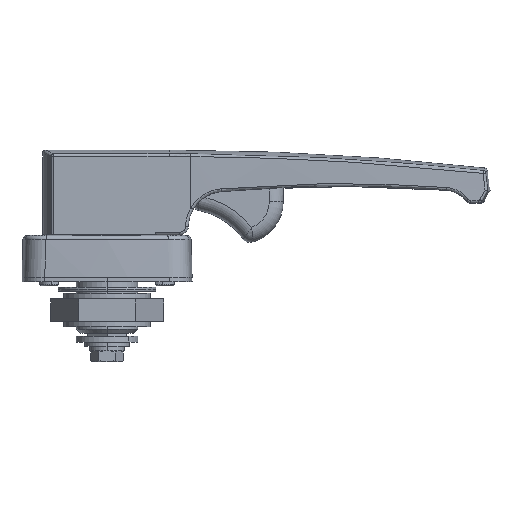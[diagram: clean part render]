
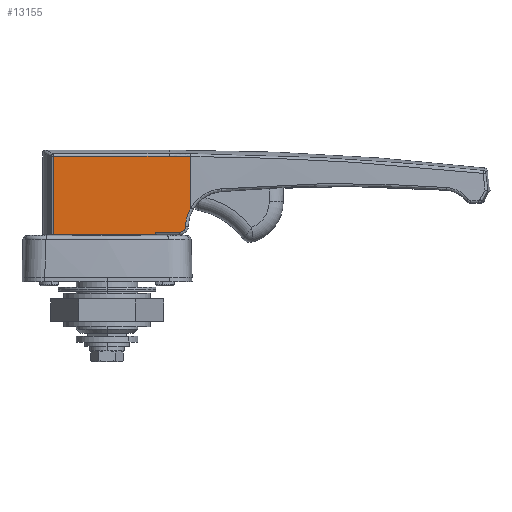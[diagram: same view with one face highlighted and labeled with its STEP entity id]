
A CAD part, left-side view. The second image highlights one B-rep face of the part: STEP entity #13155.
In plain terms, the highlighted planar face has unit normal (-1, 0, 0).
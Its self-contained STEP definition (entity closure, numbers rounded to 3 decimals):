
#330 = VECTOR ( 'NONE', #22888, 1000. ) ;
#376 = DIRECTION ( 'NONE',  ( -1., 0., 0. ) ) ;
#391 = DIRECTION ( 'NONE',  ( 0., -1., 0. ) ) ;
#418 = B_SPLINE_CURVE_WITH_KNOTS ( 'NONE', 3,
 ( #10699, #17781, #23512, #3220 ),
 .UNSPECIFIED., .F., .F.,
 ( 4, 4 ),
 ( 0., 0.008 ),
 .UNSPECIFIED. ) ;
#544 = CARTESIAN_POINT ( 'NONE',  ( -12., 19.621, 5.7 ) ) ;
#751 = EDGE_CURVE ( 'NONE', #14094, #22369, #8692, .T. ) ;
#1201 = LINE ( 'NONE', #19064, #330 ) ;
#1376 = ORIENTED_EDGE ( 'NONE', *, *, #13127, .F. ) ;
#1513 = EDGE_CURVE ( 'NONE', #6171, #4205, #418, .T. ) ;
#1536 = VECTOR ( 'NONE', #3880, 1000. ) ;
#2051 = VERTEX_POINT ( 'NONE', #14729 ) ;
#2073 = EDGE_CURVE ( 'NONE', #2051, #14094, #13848, .T. ) ;
#2314 = VECTOR ( 'NONE', #391, 1000. ) ;
#2767 = CARTESIAN_POINT ( 'NONE',  ( -12., -42., 8.219 ) ) ;
#2930 = CARTESIAN_POINT ( 'NONE',  ( -12., 17.234, 5.7 ) ) ;
#3119 = VERTEX_POINT ( 'NONE', #17620 ) ;
#3220 = CARTESIAN_POINT ( 'NONE',  ( -12., -22.168, 33.749 ) ) ;
#3332 = CARTESIAN_POINT ( 'NONE',  ( -12., 19.621, 33.749 ) ) ;
#3444 = EDGE_CURVE ( 'NONE', #9903, #2051, #16437, .T. ) ;
#3880 = DIRECTION ( 'NONE',  ( 0., -1., 0. ) ) ;
#3976 = DIRECTION ( 'NONE',  ( 0., 1., 0. ) ) ;
#4205 = VERTEX_POINT ( 'NONE', #22448 ) ;
#4226 = CARTESIAN_POINT ( 'NONE',  ( -12., -26.007, 6.7 ) ) ;
#4670 = VECTOR ( 'NONE', #18702, 1000. ) ;
#4694 = VERTEX_POINT ( 'NONE', #8142 ) ;
#4752 = DIRECTION ( 'NONE',  ( 1., 0., 0. ) ) ;
#5339 = AXIS2_PLACEMENT_3D ( 'NONE', #13337, #376, #3976 ) ;
#6028 = CARTESIAN_POINT ( 'NONE',  ( -12., -17.234, 6.7 ) ) ;
#6171 = VERTEX_POINT ( 'NONE', #10653 ) ;
#6695 = VECTOR ( 'NONE', #19851, 1000. ) ;
#7908 = CARTESIAN_POINT ( 'NONE',  ( -12., 19.053, 33.749 ) ) ;
#8142 = CARTESIAN_POINT ( 'NONE',  ( -12., -26.007, 6.7 ) ) ;
#8198 = ORIENTED_EDGE ( 'NONE', *, *, #13900, .T. ) ;
#8692 = LINE ( 'NONE', #10970, #1536 ) ;
#9501 = ORIENTED_EDGE ( 'NONE', *, *, #751, .T. ) ;
#9761 = CIRCLE ( 'NONE', #16461, 14. ) ;
#9903 = VERTEX_POINT ( 'NONE', #7908 ) ;
#10032 = FACE_OUTER_BOUND ( 'NONE', #12732, .T. ) ;
#10130 = ORIENTED_EDGE ( 'NONE', *, *, #3444, .T. ) ;
#10297 = LINE ( 'NONE', #14632, #19540 ) ;
#10653 = CARTESIAN_POINT ( 'NONE',  ( -12., -30., 33.718 ) ) ;
#10699 = CARTESIAN_POINT ( 'NONE',  ( -12., -30., 33.718 ) ) ;
#10828 = VECTOR ( 'NONE', #15915, 1000. ) ;
#10970 = CARTESIAN_POINT ( 'NONE',  ( -12., 19.621, 5.7 ) ) ;
#11375 = EDGE_CURVE ( 'NONE', #23567, #4694, #11448, .T. ) ;
#11448 = LINE ( 'NONE', #4226, #2314 ) ;
#11747 = DIRECTION ( 'NONE',  ( 1., 0., 0. ) ) ;
#12413 = ORIENTED_EDGE ( 'NONE', *, *, #1513, .T. ) ;
#12732 = EDGE_LOOP ( 'NONE', ( #12413, #16706, #10130, #17282, #9501, #8198, #16140, #12827, #18276, #1376 ) ) ;
#12827 = ORIENTED_EDGE ( 'NONE', *, *, #17596, .T. ) ;
#13127 = EDGE_CURVE ( 'NONE', #6171, #23137, #1201, .T. ) ;
#13155 = ADVANCED_FACE ( 'NONE', ( #10032 ), #15404, .F. ) ;
#13337 = CARTESIAN_POINT ( 'NONE',  ( -12., -26.007, 8.7 ) ) ;
#13794 = EDGE_CURVE ( 'NONE', #3119, #23137, #9761, .T. ) ;
#13848 = LINE ( 'NONE', #544, #4670 ) ;
#13889 = DIRECTION ( 'NONE',  ( 0., 1., 0. ) ) ;
#13900 = EDGE_CURVE ( 'NONE', #22369, #23567, #10297, .T. ) ;
#13909 = CARTESIAN_POINT ( 'NONE',  ( -12., -30., 15.43 ) ) ;
#14094 = VERTEX_POINT ( 'NONE', #2930 ) ;
#14488 = DIRECTION ( 'NONE',  ( 0., 0., 1. ) ) ;
#14632 = CARTESIAN_POINT ( 'NONE',  ( -12., -17.234, 5.7 ) ) ;
#14729 = CARTESIAN_POINT ( 'NONE',  ( -12., 19.053, 5.7 ) ) ;
#15404 = PLANE ( 'NONE',  #20130 ) ;
#15915 = DIRECTION ( 'NONE',  ( 0., 1., 0. ) ) ;
#16034 = EDGE_CURVE ( 'NONE', #4205, #9903, #19193, .T. ) ;
#16140 = ORIENTED_EDGE ( 'NONE', *, *, #11375, .T. ) ;
#16437 = LINE ( 'NONE', #23362, #6695 ) ;
#16461 = AXIS2_PLACEMENT_3D ( 'NONE', #2767, #4752, #13889 ) ;
#16706 = ORIENTED_EDGE ( 'NONE', *, *, #16034, .T. ) ;
#17282 = ORIENTED_EDGE ( 'NONE', *, *, #2073, .T. ) ;
#17596 = EDGE_CURVE ( 'NONE', #4694, #3119, #21132, .T. ) ;
#17620 = CARTESIAN_POINT ( 'NONE',  ( -12., -28.006, 8.64 ) ) ;
#17781 = CARTESIAN_POINT ( 'NONE',  ( -12., -27.389, 33.739 ) ) ;
#18276 = ORIENTED_EDGE ( 'NONE', *, *, #13794, .T. ) ;
#18702 = DIRECTION ( 'NONE',  ( 0., -1., 0. ) ) ;
#19064 = CARTESIAN_POINT ( 'NONE',  ( -12., -30., 36. ) ) ;
#19193 = LINE ( 'NONE', #3332, #10828 ) ;
#19540 = VECTOR ( 'NONE', #14488, 1000. ) ;
#19851 = DIRECTION ( 'NONE',  ( 0., 0., -1. ) ) ;
#20130 = AXIS2_PLACEMENT_3D ( 'NONE', #20818, #11747, #22729 ) ;
#20818 = CARTESIAN_POINT ( 'NONE',  ( -12., 19.621, 36. ) ) ;
#21132 = CIRCLE ( 'NONE', #5339, 2. ) ;
#21257 = CARTESIAN_POINT ( 'NONE',  ( -12., -17.234, 5.7 ) ) ;
#22369 = VERTEX_POINT ( 'NONE', #21257 ) ;
#22448 = CARTESIAN_POINT ( 'NONE',  ( -12., -22.168, 33.749 ) ) ;
#22729 = DIRECTION ( 'NONE',  ( 0., 1., 0. ) ) ;
#22888 = DIRECTION ( 'NONE',  ( 0., 0., -1. ) ) ;
#23137 = VERTEX_POINT ( 'NONE', #13909 ) ;
#23362 = CARTESIAN_POINT ( 'NONE',  ( -12., 19.053, 36. ) ) ;
#23512 = CARTESIAN_POINT ( 'NONE',  ( -12., -24.779, 33.749 ) ) ;
#23567 = VERTEX_POINT ( 'NONE', #6028 ) ;
